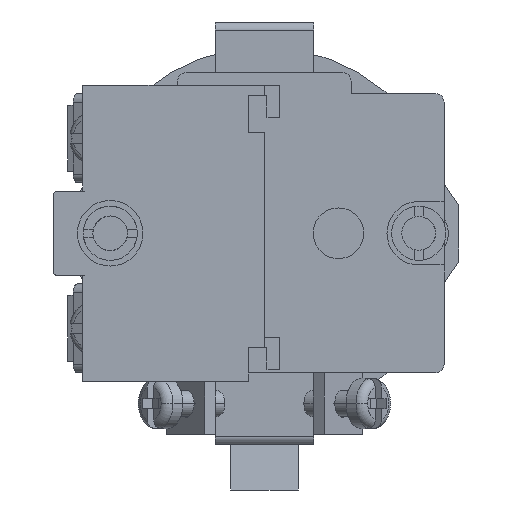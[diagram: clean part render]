
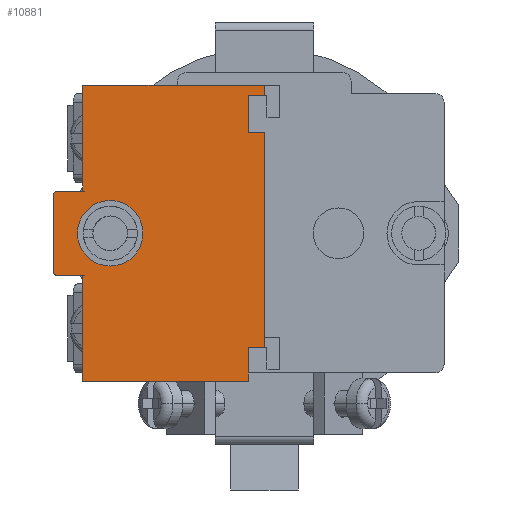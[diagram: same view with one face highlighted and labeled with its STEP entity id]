
A CAD part, front view. The second image highlights one B-rep face of the part: STEP entity #10881.
In plain terms, the highlighted planar face has unit normal (0, -1, 0).
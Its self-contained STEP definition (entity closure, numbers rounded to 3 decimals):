
#39 = CARTESIAN_POINT ( 'NONE',  ( -25., -72.1, -4.5 ) ) ;
#127 = CARTESIAN_POINT ( 'NONE',  ( 0., -72.1, -13.5 ) ) ;
#585 = EDGE_CURVE ( 'NONE', #12627, #2823, #1460, .T. ) ;
#624 = VERTEX_POINT ( 'NONE', #9716 ) ;
#909 = EDGE_CURVE ( 'NONE', #6521, #18413, #9097, .T. ) ;
#1187 = DIRECTION ( 'NONE',  ( 1., 0., 0. ) ) ;
#1381 = VERTEX_POINT ( 'NONE', #5094 ) ;
#1423 = CARTESIAN_POINT ( 'NONE',  ( -1.9, -72.1, -17.5 ) ) ;
#1460 = LINE ( 'NONE', #2058, #12612 ) ;
#1472 = LINE ( 'NONE', #16514, #2418 ) ;
#1639 = ORIENTED_EDGE ( 'NONE', *, *, #1981, .T. ) ;
#1769 = VERTEX_POINT ( 'NONE', #7661 ) ;
#1975 = CARTESIAN_POINT ( 'NONE',  ( -1.9, -72.1, 16.3 ) ) ;
#1981 = EDGE_CURVE ( 'NONE', #3542, #1381, #9045, .T. ) ;
#2017 = LINE ( 'NONE', #3544, #5042 ) ;
#2058 = CARTESIAN_POINT ( 'NONE',  ( -25., -72.1, -5. ) ) ;
#2224 = ORIENTED_EDGE ( 'NONE', *, *, #909, .F. ) ;
#2254 = DIRECTION ( 'NONE',  ( 1., 0., 0. ) ) ;
#2418 = VECTOR ( 'NONE', #15212, 1000. ) ;
#2443 = ORIENTED_EDGE ( 'NONE', *, *, #12064, .F. ) ;
#2604 = VECTOR ( 'NONE', #1187, 1000. ) ;
#2673 = DIRECTION ( 'NONE',  ( -1., 0., 0. ) ) ;
#2749 = VECTOR ( 'NONE', #12970, 1000. ) ;
#2765 = ORIENTED_EDGE ( 'NONE', *, *, #4443, .T. ) ;
#2822 = LINE ( 'NONE', #19064, #10494 ) ;
#2823 = VERTEX_POINT ( 'NONE', #10683 ) ;
#3129 = EDGE_CURVE ( 'NONE', #1381, #3542, #9943, .T. ) ;
#3280 = LINE ( 'NONE', #13256, #4454 ) ;
#3373 = ORIENTED_EDGE ( 'NONE', *, *, #585, .T. ) ;
#3542 = VERTEX_POINT ( 'NONE', #18517 ) ;
#3544 = CARTESIAN_POINT ( 'NONE',  ( -25., -72.1, 5. ) ) ;
#3580 = LINE ( 'NONE', #8674, #17952 ) ;
#3679 = LINE ( 'NONE', #10986, #15015 ) ;
#3999 = CARTESIAN_POINT ( 'NONE',  ( -24.5, -72.1, 5. ) ) ;
#4063 = AXIS2_PLACEMENT_3D ( 'NONE', #18647, #14172, #12821 ) ;
#4220 = VECTOR ( 'NONE', #17582, 1000. ) ;
#4354 = ORIENTED_EDGE ( 'NONE', *, *, #6060, .T. ) ;
#4443 = EDGE_CURVE ( 'NONE', #11003, #5060, #2822, .T. ) ;
#4454 = VECTOR ( 'NONE', #16231, 1000. ) ;
#4613 = CIRCLE ( 'NONE', #18473, 0.5 ) ;
#4812 = ORIENTED_EDGE ( 'NONE', *, *, #3129, .T. ) ;
#4858 = EDGE_CURVE ( 'NONE', #2823, #1769, #15321, .T. ) ;
#4889 = EDGE_CURVE ( 'NONE', #624, #11003, #16036, .T. ) ;
#4941 = ORIENTED_EDGE ( 'NONE', *, *, #17150, .F. ) ;
#4957 = FACE_BOUND ( 'NONE', #17766, .T. ) ;
#5042 = VECTOR ( 'NONE', #13955, 1000. ) ;
#5060 = VERTEX_POINT ( 'NONE', #127 ) ;
#5094 = CARTESIAN_POINT ( 'NONE',  ( -14.375, -72.1, 0. ) ) ;
#5410 = CARTESIAN_POINT ( 'NONE',  ( -21.5, -72.1, -5. ) ) ;
#5544 = CARTESIAN_POINT ( 'NONE',  ( -12.5, -72.1, 11.9 ) ) ;
#5637 = ORIENTED_EDGE ( 'NONE', *, *, #6744, .F. ) ;
#6060 = EDGE_CURVE ( 'NONE', #15893, #12627, #4613, .T. ) ;
#6168 = ORIENTED_EDGE ( 'NONE', *, *, #9921, .F. ) ;
#6452 = CARTESIAN_POINT ( 'NONE',  ( -18.25, -72.1, 0. ) ) ;
#6511 = DIRECTION ( 'NONE',  ( -1., 0., 0. ) ) ;
#6521 = VERTEX_POINT ( 'NONE', #17853 ) ;
#6536 = VECTOR ( 'NONE', #19112, 1000. ) ;
#6709 = CARTESIAN_POINT ( 'NONE',  ( -21.5, -72.1, 5. ) ) ;
#6744 = EDGE_CURVE ( 'NONE', #18120, #13879, #2017, .T. ) ;
#6852 = VERTEX_POINT ( 'NONE', #17151 ) ;
#7138 = DIRECTION ( 'NONE',  ( 0., 0., 1. ) ) ;
#7185 = LINE ( 'NONE', #5544, #2749 ) ;
#7661 = CARTESIAN_POINT ( 'NONE',  ( -21.5, -72.1, -17.5 ) ) ;
#7778 = VERTEX_POINT ( 'NONE', #16781 ) ;
#8134 = AXIS2_PLACEMENT_3D ( 'NONE', #12416, #18425, #18225 ) ;
#8459 = LINE ( 'NONE', #11516, #10122 ) ;
#8485 = DIRECTION ( 'NONE',  ( -1., 0., 0. ) ) ;
#8674 = CARTESIAN_POINT ( 'NONE',  ( -25., -72.1, 17.5 ) ) ;
#8702 = CARTESIAN_POINT ( 'NONE',  ( -24.5, -72.1, -4.5 ) ) ;
#9045 = CIRCLE ( 'NONE', #11027, 3.875 ) ;
#9097 = LINE ( 'NONE', #15846, #2604 ) ;
#9640 = EDGE_CURVE ( 'NONE', #18120, #9700, #15198, .T. ) ;
#9700 = VERTEX_POINT ( 'NONE', #16668 ) ;
#9716 = CARTESIAN_POINT ( 'NONE',  ( -1.9, -72.1, -17.5 ) ) ;
#9739 = CARTESIAN_POINT ( 'NONE',  ( -1.9, -72.1, 16.3 ) ) ;
#9911 = PLANE ( 'NONE',  #4063 ) ;
#9921 = EDGE_CURVE ( 'NONE', #18413, #6852, #8459, .T. ) ;
#9943 = CIRCLE ( 'NONE', #16672, 3.875 ) ;
#10122 = VECTOR ( 'NONE', #19124, 1000. ) ;
#10485 = EDGE_CURVE ( 'NONE', #15893, #9700, #3580, .T. ) ;
#10494 = VECTOR ( 'NONE', #11640, 1000. ) ;
#10672 = EDGE_CURVE ( 'NONE', #14090, #16930, #1472, .T. ) ;
#10683 = CARTESIAN_POINT ( 'NONE',  ( -21.5, -72.1, -5. ) ) ;
#10821 = ORIENTED_EDGE ( 'NONE', *, *, #17010, .T. ) ;
#10881 = ADVANCED_FACE ( 'NONE', ( #4957, #18152 ), #9911, .F. ) ;
#10986 = CARTESIAN_POINT ( 'NONE',  ( -25., -72.1, -17.5 ) ) ;
#11003 = VERTEX_POINT ( 'NONE', #14678 ) ;
#11027 = AXIS2_PLACEMENT_3D ( 'NONE', #6452, #11111, #6511 ) ;
#11111 = DIRECTION ( 'NONE',  ( 0., 1., 0. ) ) ;
#11516 = CARTESIAN_POINT ( 'NONE',  ( 0., -72.1, 17.5 ) ) ;
#11591 = DIRECTION ( 'NONE',  ( 0., -1., 0. ) ) ;
#11640 = DIRECTION ( 'NONE',  ( 1., 0., 0. ) ) ;
#11828 = EDGE_CURVE ( 'NONE', #16930, #6852, #15100, .T. ) ;
#11908 = EDGE_LOOP ( 'NONE', ( #15380, #16077, #6168, #2224, #2443, #5637, #17979, #14891, #4354, #3373, #13557, #17303, #17777, #2765, #4941, #10821 ) ) ;
#12007 = CARTESIAN_POINT ( 'NONE',  ( -24.5, -72.1, -5. ) ) ;
#12064 = EDGE_CURVE ( 'NONE', #13879, #6521, #3280, .T. ) ;
#12416 = CARTESIAN_POINT ( 'NONE',  ( -24.5, -72.1, 4.5 ) ) ;
#12612 = VECTOR ( 'NONE', #2254, 1000. ) ;
#12627 = VERTEX_POINT ( 'NONE', #12007 ) ;
#12821 = DIRECTION ( 'NONE',  ( -1., 0., 0. ) ) ;
#12970 = DIRECTION ( 'NONE',  ( -1., 0., 0. ) ) ;
#12977 = VECTOR ( 'NONE', #13230, 1000. ) ;
#13060 = VECTOR ( 'NONE', #18200, 1000. ) ;
#13230 = DIRECTION ( 'NONE',  ( 0., 0., -1. ) ) ;
#13256 = CARTESIAN_POINT ( 'NONE',  ( -21.5, -72.1, 5. ) ) ;
#13557 = ORIENTED_EDGE ( 'NONE', *, *, #4858, .T. ) ;
#13879 = VERTEX_POINT ( 'NONE', #6709 ) ;
#13955 = DIRECTION ( 'NONE',  ( 1., 0., 0. ) ) ;
#14090 = VERTEX_POINT ( 'NONE', #17502 ) ;
#14172 = DIRECTION ( 'NONE',  ( 0., 1., 0. ) ) ;
#14678 = CARTESIAN_POINT ( 'NONE',  ( -1.9, -72.1, -13.5 ) ) ;
#14891 = ORIENTED_EDGE ( 'NONE', *, *, #10485, .F. ) ;
#15015 = VECTOR ( 'NONE', #15500, 1000. ) ;
#15100 = LINE ( 'NONE', #1975, #13060 ) ;
#15198 = CIRCLE ( 'NONE', #8134, 0.5 ) ;
#15212 = DIRECTION ( 'NONE',  ( 0., 0., 1. ) ) ;
#15321 = LINE ( 'NONE', #5410, #6536 ) ;
#15380 = ORIENTED_EDGE ( 'NONE', *, *, #10672, .T. ) ;
#15500 = DIRECTION ( 'NONE',  ( -1., 0., 0. ) ) ;
#15846 = CARTESIAN_POINT ( 'NONE',  ( -25., -72.1, 17.5 ) ) ;
#15881 = CARTESIAN_POINT ( 'NONE',  ( -18.25, -72.1, 0. ) ) ;
#15893 = VERTEX_POINT ( 'NONE', #39 ) ;
#16036 = LINE ( 'NONE', #1423, #4220 ) ;
#16077 = ORIENTED_EDGE ( 'NONE', *, *, #11828, .T. ) ;
#16231 = DIRECTION ( 'NONE',  ( 0., 0., 1. ) ) ;
#16260 = CARTESIAN_POINT ( 'NONE',  ( 0., -72.1, 17.5 ) ) ;
#16477 = CARTESIAN_POINT ( 'NONE',  ( 0., -72.1, 17.5 ) ) ;
#16514 = CARTESIAN_POINT ( 'NONE',  ( -1.9, -72.1, 16.3 ) ) ;
#16668 = CARTESIAN_POINT ( 'NONE',  ( -25., -72.1, 4.5 ) ) ;
#16672 = AXIS2_PLACEMENT_3D ( 'NONE', #15881, #17375, #8485 ) ;
#16781 = CARTESIAN_POINT ( 'NONE',  ( 0., -72.1, 11.9 ) ) ;
#16831 = EDGE_CURVE ( 'NONE', #624, #1769, #3679, .T. ) ;
#16910 = LINE ( 'NONE', #16260, #12977 ) ;
#16930 = VERTEX_POINT ( 'NONE', #9739 ) ;
#17010 = EDGE_CURVE ( 'NONE', #7778, #14090, #7185, .T. ) ;
#17150 = EDGE_CURVE ( 'NONE', #7778, #5060, #16910, .T. ) ;
#17151 = CARTESIAN_POINT ( 'NONE',  ( 0., -72.1, 16.3 ) ) ;
#17303 = ORIENTED_EDGE ( 'NONE', *, *, #16831, .F. ) ;
#17375 = DIRECTION ( 'NONE',  ( 0., 1., 0. ) ) ;
#17502 = CARTESIAN_POINT ( 'NONE',  ( -1.9, -72.1, 11.9 ) ) ;
#17582 = DIRECTION ( 'NONE',  ( 0., 0., 1. ) ) ;
#17766 = EDGE_LOOP ( 'NONE', ( #4812, #1639 ) ) ;
#17777 = ORIENTED_EDGE ( 'NONE', *, *, #4889, .T. ) ;
#17853 = CARTESIAN_POINT ( 'NONE',  ( -21.5, -72.1, 17.5 ) ) ;
#17952 = VECTOR ( 'NONE', #7138, 1000. ) ;
#17979 = ORIENTED_EDGE ( 'NONE', *, *, #9640, .T. ) ;
#18120 = VERTEX_POINT ( 'NONE', #3999 ) ;
#18152 = FACE_OUTER_BOUND ( 'NONE', #11908, .T. ) ;
#18200 = DIRECTION ( 'NONE',  ( 1., 0., 0. ) ) ;
#18225 = DIRECTION ( 'NONE',  ( -1., 0., 0. ) ) ;
#18413 = VERTEX_POINT ( 'NONE', #16477 ) ;
#18425 = DIRECTION ( 'NONE',  ( 0., -1., 0. ) ) ;
#18473 = AXIS2_PLACEMENT_3D ( 'NONE', #8702, #11591, #2673 ) ;
#18517 = CARTESIAN_POINT ( 'NONE',  ( -22.125, -72.1, 0. ) ) ;
#18647 = CARTESIAN_POINT ( 'NONE',  ( -12.5, -72.1, 0. ) ) ;
#19064 = CARTESIAN_POINT ( 'NONE',  ( 0.3, -72.1, -13.5 ) ) ;
#19112 = DIRECTION ( 'NONE',  ( 0., 0., -1. ) ) ;
#19124 = DIRECTION ( 'NONE',  ( 0., 0., -1. ) ) ;
